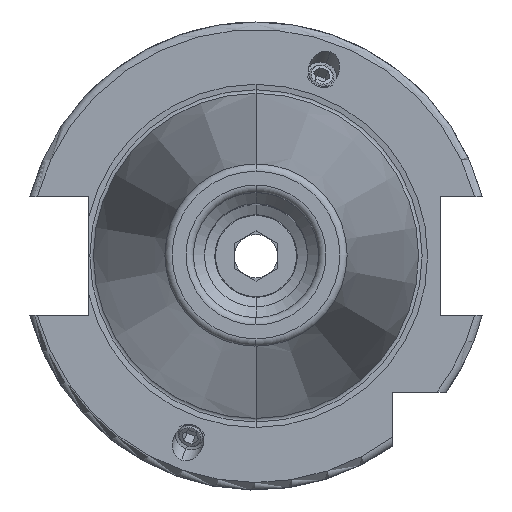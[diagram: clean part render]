
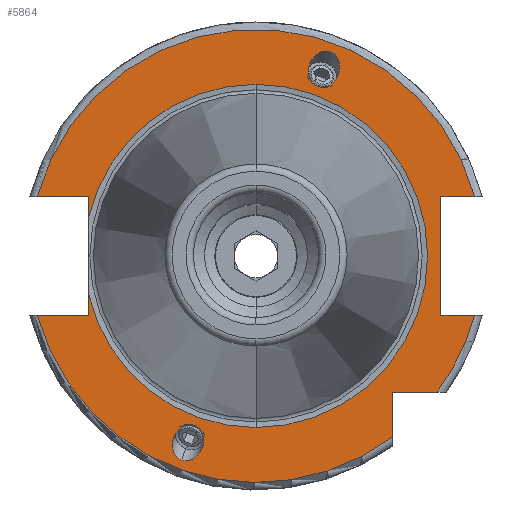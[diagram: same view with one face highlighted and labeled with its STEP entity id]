
A CAD part, top view. The second image highlights one B-rep face of the part: STEP entity #5864.
In plain terms, the highlighted planar face has unit normal (0, 0, 1).
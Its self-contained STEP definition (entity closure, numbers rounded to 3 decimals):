
#973=CARTESIAN_POINT('',(0,0,18.1));
#974=DIRECTION('',(0,0,1));
#975=DIRECTION('',(0,1,0));
#976=AXIS2_PLACEMENT_3D('',#973,#974,#975);
#986=CARTESIAN_POINT('',(0,0,18.1));
#987=DIRECTION('',(0,0,1));
#988=DIRECTION('',(-0.974,-0.227,0));
#989=AXIS2_PLACEMENT_3D('',#986,#987,#988);
#2290=DIRECTION('',(1,0,0));
#2291=VECTOR('',#2290,7.004);
#2292=CARTESIAN_POINT('',(-29.704,-8.05,18.1));
#2293=LINE('',#2292,#2291);
#2294=DIRECTION('',(0,1,0));
#2295=VECTOR('',#2294,2.753);
#2296=CARTESIAN_POINT('',(-22.7,-8.05,18.1));
#2297=LINE('',#2296,#2295);
#2298=DIRECTION('',(0,1,0));
#2299=VECTOR('',#2298,2.753);
#2300=CARTESIAN_POINT('',(-22.7,5.297,18.1));
#2301=LINE('',#2300,#2299);
#2302=DIRECTION('',(1,0,0));
#2303=VECTOR('',#2302,7.004);
#2304=CARTESIAN_POINT('',(-29.704,8.05,18.1));
#2305=LINE('',#2304,#2303);
#2306=DIRECTION('',(-1,0,0));
#2307=VECTOR('',#2306,4.704);
#2308=CARTESIAN_POINT('',(29.704,8.05,18.1));
#2309=LINE('',#2308,#2307);
#2310=DIRECTION('',(0,-1,0));
#2311=VECTOR('',#2310,16.1);
#2312=CARTESIAN_POINT('',(25,8.05,18.1));
#2313=LINE('',#2312,#2311);
#2314=DIRECTION('',(-1,0,0));
#2315=VECTOR('',#2314,4.704);
#2316=CARTESIAN_POINT('',(29.704,-8.05,18.1));
#2317=LINE('',#2316,#2315);
#2318=CARTESIAN_POINT('',(0,0,18.1));
#2319=DIRECTION('',(0,0,1));
#2320=DIRECTION('',(0.799,-0.601,0));
#2321=AXIS2_PLACEMENT_3D('',#2318,#2319,#2320);
#2323=DIRECTION('',(-1,0,0));
#2324=VECTOR('',#2323,6.094);
#2325=CARTESIAN_POINT('',(24.594,-18.5,18.1));
#2326=LINE('',#2325,#2324);
#2327=DIRECTION('',(0,1,0));
#2328=VECTOR('',#2327,6.094);
#2329=CARTESIAN_POINT('',(18.5,-24.594,18.1));
#2330=LINE('',#2329,#2328);
#2331=CARTESIAN_POINT('',(10.09,27.723,18.1));
#2332=CARTESIAN_POINT('',(9.863,27.806,18.1));
#2333=CARTESIAN_POINT('',(9.337,27.884,18.1));
#2334=CARTESIAN_POINT('',(8.455,27.594,18.1));
#2335=CARTESIAN_POINT('',(7.834,27.033,18.1));
#2336=CARTESIAN_POINT('',(7.483,26.49,18.1));
#2337=CARTESIAN_POINT('',(7.298,26.077,18.1));
#2338=CARTESIAN_POINT('',(7.174,25.641,18.1));
#2339=CARTESIAN_POINT('',(7.094,25.,18.1));
#2340=CARTESIAN_POINT('',(7.208,24.17,18.1));
#2341=CARTESIAN_POINT('',(7.698,23.381,18.1));
#2342=CARTESIAN_POINT('',(8.152,23.103,18.1));
#2343=CARTESIAN_POINT('',(8.379,23.02,18.1));
#2345=CARTESIAN_POINT('',(8.379,23.02,18.1));
#2346=CARTESIAN_POINT('',(8.606,22.937,18.1));
#2347=CARTESIAN_POINT('',(9.133,22.859,18.1));
#2348=CARTESIAN_POINT('',(10.014,23.149,18.1));
#2349=CARTESIAN_POINT('',(10.635,23.711,18.1));
#2350=CARTESIAN_POINT('',(10.986,24.253,18.1));
#2351=CARTESIAN_POINT('',(11.171,24.667,18.1));
#2352=CARTESIAN_POINT('',(11.295,25.103,18.1));
#2353=CARTESIAN_POINT('',(11.375,25.744,18.1));
#2354=CARTESIAN_POINT('',(11.261,26.573,18.1));
#2355=CARTESIAN_POINT('',(10.771,27.362,18.1));
#2356=CARTESIAN_POINT('',(10.318,27.641,18.1));
#2357=CARTESIAN_POINT('',(10.09,27.723,18.1));
#2359=CARTESIAN_POINT('',(-10.09,-27.723,18.1));
#2360=CARTESIAN_POINT('',(-10.318,-27.641,18.1));
#2361=CARTESIAN_POINT('',(-10.771,-27.362,18.1));
#2362=CARTESIAN_POINT('',(-11.261,-26.573,18.1));
#2363=CARTESIAN_POINT('',(-11.375,-25.744,18.1));
#2364=CARTESIAN_POINT('',(-11.295,-25.103,18.1));
#2365=CARTESIAN_POINT('',(-11.171,-24.667,18.1));
#2366=CARTESIAN_POINT('',(-10.986,-24.253,18.1));
#2367=CARTESIAN_POINT('',(-10.635,-23.711,18.1));
#2368=CARTESIAN_POINT('',(-10.014,-23.149,18.1));
#2369=CARTESIAN_POINT('',(-9.133,-22.859,18.1));
#2370=CARTESIAN_POINT('',(-8.606,-22.937,18.1));
#2371=CARTESIAN_POINT('',(-8.379,-23.02,18.1));
#2373=CARTESIAN_POINT('',(-8.379,-23.02,18.1));
#2374=CARTESIAN_POINT('',(-8.152,-23.103,18.1));
#2375=CARTESIAN_POINT('',(-7.698,-23.381,18.1));
#2376=CARTESIAN_POINT('',(-7.208,-24.17,18.1));
#2377=CARTESIAN_POINT('',(-7.094,-25.,18.1));
#2378=CARTESIAN_POINT('',(-7.174,-25.641,18.1));
#2379=CARTESIAN_POINT('',(-7.298,-26.077,18.1));
#2380=CARTESIAN_POINT('',(-7.483,-26.49,18.1));
#2381=CARTESIAN_POINT('',(-7.834,-27.033,18.1));
#2382=CARTESIAN_POINT('',(-8.455,-27.594,18.1));
#2383=CARTESIAN_POINT('',(-9.337,-27.884,18.1));
#2384=CARTESIAN_POINT('',(-9.863,-27.806,18.1));
#2385=CARTESIAN_POINT('',(-10.09,-27.723,18.1));
#2387=CARTESIAN_POINT('',(0,0,18.1));
#2388=DIRECTION('',(0,0,-1));
#2389=DIRECTION('',(0,1,0));
#2390=AXIS2_PLACEMENT_3D('',#2387,#2388,#2389);
#2415=CARTESIAN_POINT('',(0,0,18.1));
#2416=DIRECTION('',(0,0,1));
#2417=DIRECTION('',(0.965,0.262,0));
#2418=AXIS2_PLACEMENT_3D('',#2415,#2416,#2417);
#2466=CARTESIAN_POINT('',(0,0,18.1));
#2467=DIRECTION('',(0,0,1));
#2468=DIRECTION('',(-0.965,-0.262,0));
#2469=AXIS2_PLACEMENT_3D('',#2466,#2467,#2468);
#2962=CARTESIAN_POINT('',(-29.704,-8.05,18.1));
#2963=CARTESIAN_POINT('',(-22.7,-8.05,18.1));
#2964=VERTEX_POINT('',#2962);
#2965=VERTEX_POINT('',#2963);
#2966=CARTESIAN_POINT('',(-22.7,-5.297,18.1));
#2967=VERTEX_POINT('',#2966);
#2968=CARTESIAN_POINT('',(-22.7,5.297,18.1));
#2969=CARTESIAN_POINT('',(-22.7,8.05,18.1));
#2970=VERTEX_POINT('',#2968);
#2971=VERTEX_POINT('',#2969);
#2972=CARTESIAN_POINT('',(-29.704,8.05,18.1));
#2973=VERTEX_POINT('',#2972);
#2974=CARTESIAN_POINT('',(25,8.05,18.1));
#2975=CARTESIAN_POINT('',(25,-8.05,18.1));
#2976=VERTEX_POINT('',#2974);
#2977=VERTEX_POINT('',#2975);
#2978=CARTESIAN_POINT('',(29.704,-8.05,18.1));
#2979=VERTEX_POINT('',#2978);
#2980=CARTESIAN_POINT('',(29.704,8.05,18.1));
#2981=VERTEX_POINT('',#2980);
#2982=CARTESIAN_POINT('',(18.5,-24.594,18.1));
#2983=CARTESIAN_POINT('',(18.5,-18.5,18.1));
#2984=VERTEX_POINT('',#2982);
#2985=VERTEX_POINT('',#2983);
#2986=CARTESIAN_POINT('',(24.594,-18.5,18.1));
#2987=VERTEX_POINT('',#2986);
#3034=VERTEX_POINT('',#2331);
#3035=VERTEX_POINT('',#2343);
#3079=CARTESIAN_POINT('',(-10.09,-27.723,18.1));
#3081=VERTEX_POINT('',#3079);
#3082=CARTESIAN_POINT('',(-8.379,-23.02,18.1));
#3083=VERTEX_POINT('',#3082);
#3154=CARTESIAN_POINT('',(0,23.31,18.1));
#3155=VERTEX_POINT('',#3154);
#3156=CARTESIAN_POINT('',(0,-23.31,18.1));
#3157=VERTEX_POINT('',#3156);
#5826=CARTESIAN_POINT('',(0,0,18.1));
#5827=DIRECTION('',(0,0,-1));
#5828=DIRECTION('',(0,-1,0));
#5829=AXIS2_PLACEMENT_3D('',#5826,#5827,#5828);
#5830=PLANE('',#5829);
#5831=ORIENTED_EDGE('',*,*,#5401,.T.);
#5832=ORIENTED_EDGE('',*,*,#4307,.T.);
#5833=ORIENTED_EDGE('',*,*,#4288,.T.);
#5835=ORIENTED_EDGE('',*,*,#5834,.F.);
#5836=ORIENTED_EDGE('',*,*,#4281,.T.);
#5837=ORIENTED_EDGE('',*,*,#4304,.T.);
#5838=ORIENTED_EDGE('',*,*,#4991,.F.);
#5840=ORIENTED_EDGE('',*,*,#5839,.F.);
#5841=ORIENTED_EDGE('',*,*,#5681,.T.);
#5842=ORIENTED_EDGE('',*,*,#5814,.T.);
#5843=ORIENTED_EDGE('',*,*,#5183,.F.);
#5845=ORIENTED_EDGE('',*,*,#5844,.F.);
#5846=ORIENTED_EDGE('',*,*,#5281,.T.);
#5847=ORIENTED_EDGE('',*,*,#5588,.F.);
#5849=ORIENTED_EDGE('',*,*,#5848,.F.);
#5850=EDGE_LOOP('',(#5831,#5832,#5833,#5835,#5836,#5837,#5838,#5840,#5841,#5842,
#5843,#5845,#5846,#5847,#5849));
#5851=FACE_OUTER_BOUND('',#5850,.F.);
#5853=ORIENTED_EDGE('',*,*,#5852,.T.);
#5855=ORIENTED_EDGE('',*,*,#5854,.T.);
#5856=EDGE_LOOP('',(#5853,#5855));
#5857=FACE_BOUND('',#5856,.F.);
#5859=ORIENTED_EDGE('',*,*,#5858,.F.);
#5861=ORIENTED_EDGE('',*,*,#5860,.F.);
#5862=EDGE_LOOP('',(#5859,#5861));
#5863=FACE_BOUND('',#5862,.F.);
#5864=ADVANCED_FACE('',(#5851,#5857,#5863),#5830,.F.);
#977=CIRCLE('',#976,23.31);
#990=CIRCLE('',#989,23.31);
#2322=CIRCLE('',#2321,30.775);
#2344=B_SPLINE_CURVE_WITH_KNOTS('',3,(#2331,#2332,#2333,#2334,#2335,#2336,#2337,
#2338,#2339,#2340,#2341,#2342,#2343),.UNSPECIFIED.,.F.,.F.,(4,1,1,1,1,1,1,1,1,1,
4),(0,0.125,0.25,0.375,0.438,0.5,0.563,0.625,0.75,0.875,
1.0),.UNSPECIFIED.);
#2358=B_SPLINE_CURVE_WITH_KNOTS('',3,(#2345,#2346,#2347,#2348,#2349,#2350,#2351,
#2352,#2353,#2354,#2355,#2356,#2357),.UNSPECIFIED.,.F.,.F.,(4,1,1,1,1,1,1,1,1,1,
4),(0,0.125,0.25,0.375,0.438,0.5,0.563,0.625,0.75,0.875,
1.0),.UNSPECIFIED.);
#2372=B_SPLINE_CURVE_WITH_KNOTS('',3,(#2359,#2360,#2361,#2362,#2363,#2364,#2365,
#2366,#2367,#2368,#2369,#2370,#2371),.UNSPECIFIED.,.F.,.F.,(4,1,1,1,1,1,1,1,1,1,
4),(0,0.125,0.25,0.375,0.438,0.5,0.563,0.625,0.75,0.875,
1.0),.UNSPECIFIED.);
#2386=B_SPLINE_CURVE_WITH_KNOTS('',3,(#2373,#2374,#2375,#2376,#2377,#2378,#2379,
#2380,#2381,#2382,#2383,#2384,#2385),.UNSPECIFIED.,.F.,.F.,(4,1,1,1,1,1,1,1,1,1,
4),(0,0.125,0.25,0.375,0.438,0.5,0.563,0.625,0.75,0.875,
1.0),.UNSPECIFIED.);
#2391=CIRCLE('',#2390,23.31);
#2419=CIRCLE('',#2418,30.775);
#2470=CIRCLE('',#2469,30.775);
#4281=EDGE_CURVE('',#3155,#2970,#977,.T.);
#4288=EDGE_CURVE('',#2967,#3157,#990,.T.);
#4304=EDGE_CURVE('',#2970,#2971,#2301,.T.);
#4307=EDGE_CURVE('',#2965,#2967,#2297,.T.);
#4991=EDGE_CURVE('',#2973,#2971,#2305,.T.);
#5183=EDGE_CURVE('',#2979,#2977,#2317,.T.);
#5281=EDGE_CURVE('',#2987,#2985,#2326,.T.);
#5401=EDGE_CURVE('',#2964,#2965,#2293,.T.);
#5588=EDGE_CURVE('',#2984,#2985,#2330,.T.);
#5681=EDGE_CURVE('',#2981,#2976,#2309,.T.);
#5814=EDGE_CURVE('',#2976,#2977,#2313,.T.);
#5834=EDGE_CURVE('',#3155,#3157,#2391,.T.);
#5839=EDGE_CURVE('',#2981,#2973,#2419,.T.);
#5844=EDGE_CURVE('',#2987,#2979,#2322,.T.);
#5848=EDGE_CURVE('',#2964,#2984,#2470,.T.);
#5852=EDGE_CURVE('',#3034,#3035,#2344,.T.);
#5854=EDGE_CURVE('',#3035,#3034,#2358,.T.);
#5858=EDGE_CURVE('',#3081,#3083,#2372,.T.);
#5860=EDGE_CURVE('',#3083,#3081,#2386,.T.);
